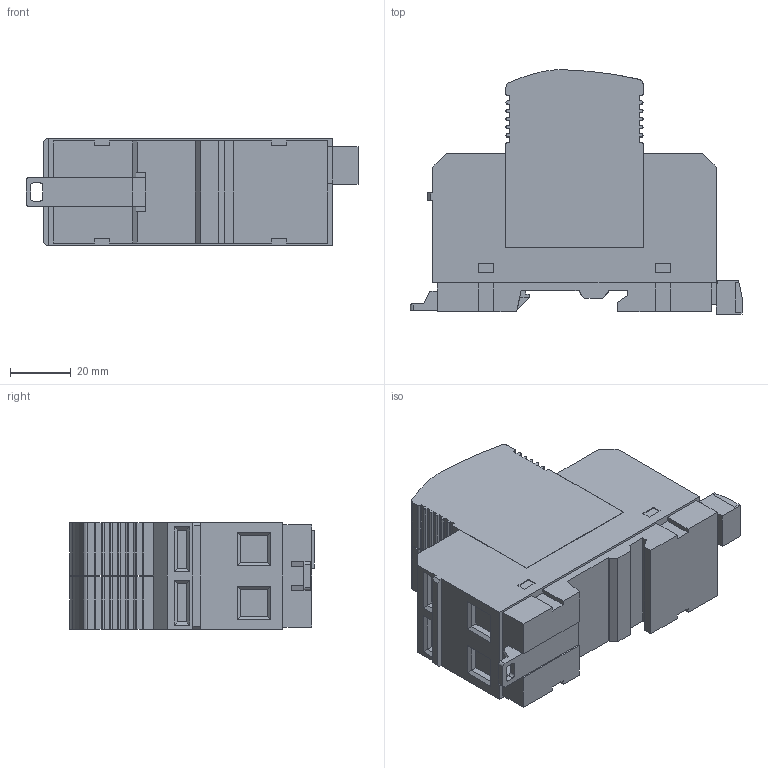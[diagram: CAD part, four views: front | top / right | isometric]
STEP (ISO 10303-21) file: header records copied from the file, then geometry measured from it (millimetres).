
FILE_DESCRIPTION (( 'STEP AP203' ), '1' );
FILE_NAME ('ﾃﾑﾂ1 2+0 ﾑ.STEP', '2024-04-19T09:14:34', ( '' ), ( '' ), 'SwSTEP 2.0', 'SolidWorks 2018', '' );
FILE_SCHEMA (( 'CONFIG_CONTROL_DESIGN' ));
Length unit declared in the file: millimetre
Products named in the file (11): SOUCAST KONEKTORU 3.81.stp; PIIIM 1+1 DS.stp_1_2; KONEKTOR 1 3.81.stp; PIIIM 1+1 DS.stp_1; SBERNICE PROTIKUS 3.81.stp; SROUB M1.6x2.5 5.08, 3.81.stp; ﾃﾑﾊ2(3) 1+1 ﾑ.stp_1; KONEKTOR 2 3.81.stp; DIN 7985 (H) - M6x10-H.stp_1; ﾃﾑﾂ1 2+0 ﾑ
Assembly tree (14 placements, depth 4):
  ﾃﾑﾂ1 2+0 ﾑ
    ﾃﾑﾊ2(3) 1+1 ﾑ.stp_1
      KONEKTOR 1 3.81.stp
        SBERNICE PROTIKUS 3.81.stp
        SOUCAST KONEKTORU 3.81.stp
        SROUB M1.6x2.5 5.08, 3.81.stp  x3
      PIIIM 1+1 DS.stp_1
        PIIIM 1+1 DS.stp_1_2
        PIIIM 1+1 DS.stp_1
      DIN 7985 (H) - M6x10-H.stp_1  x3
      KONEKTOR 2 3.81.stp
Bounding box: 109 x 80.25 x 35 mm (x, y, z)
Volume: 197866.1 mm3; surface area: 41032.7 mm2
Topology: 11 solids, 11 shells, 758 faces, 1962 edges, 1270 vertices
Faces by surface type: plane 517, cylinder 136, cone 84, bspline 21
Entity records: 21046 total; most frequent: CARTESIAN_POINT 3965, ORIENTED_EDGE 3316, DIRECTION 3196, EDGE_CURVE 1658, VECTOR 1322, LINE 1322, VERTEX_POINT 1078, AXIS2_PLACEMENT_3D 937
